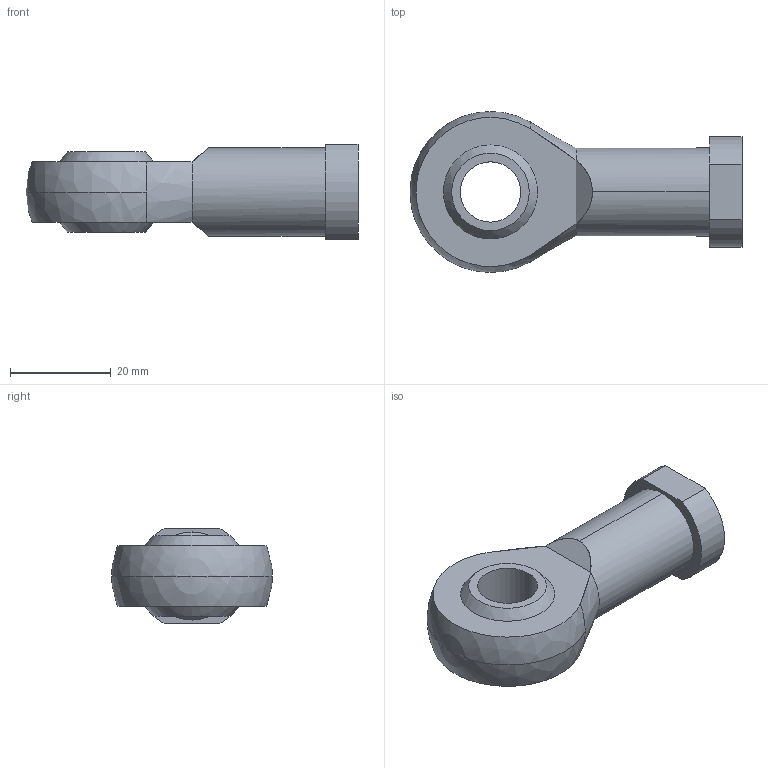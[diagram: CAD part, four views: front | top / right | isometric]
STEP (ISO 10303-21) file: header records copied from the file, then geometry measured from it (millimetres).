
FILE_DESCRIPTION(('HOOPS Exchange Step'),'2;1');
FILE_NAME('export-86CBF2B5-48D5-499C-96A7-6CA1052E88E5.stp','2021-06-29T09:00:25+02:00',('Engineering'),('Alibre'),'HOOPS Exchange 2020.1','Alibre','Unknown authorisation');
FILE_SCHEMA( ('AP242_MANAGED_MODEL_BASED_3D_ENGINEERING_MIM_LF {1 0 10303 442 1 1 4 }') );
Length unit declared in the file: millimetre
Products named in the file (1): 4027 W0950402025  Rod-Eye GA-M M12x1.25
Bounding box: 66 x 32 x 19 mm (x, y, z)
Surface area: 6206.8 mm2 (no closed solid volume)
Topology: 0 solids, 21 shells, 26 faces, 97 edges, 86 vertices
Faces by surface type: plane 10, cylinder 8, sphere 4, cone 4
Entity records: 1169 total; most frequent: CARTESIAN_POINT 225, DIRECTION 202, ORIENTED_EDGE 105, EDGE_CURVE 95, AXIS2_PLACEMENT_3D 87, VERTEX_POINT 86, CIRCLE 52, STYLED_ITEM 42
